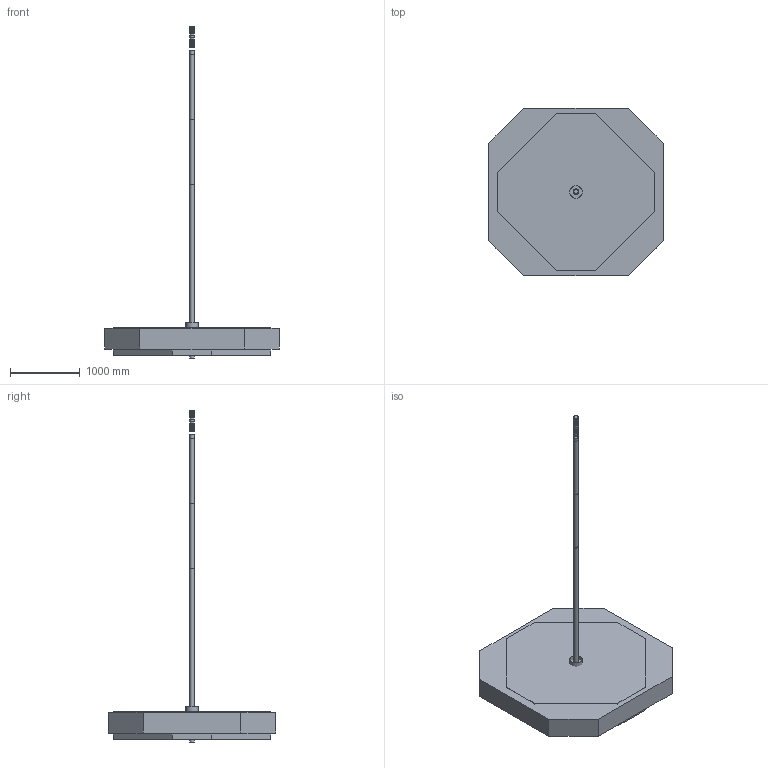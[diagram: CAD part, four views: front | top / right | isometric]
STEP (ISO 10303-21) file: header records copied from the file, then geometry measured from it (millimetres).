
FILE_DESCRIPTION(('FreeCAD Model'),'2;1');
FILE_NAME('CP.step','2020-09-30T12:29:33',('Author'),(''), 'Open CASCADE STEP processor 7.4','FreeCAD','Unknown');
FILE_SCHEMA(('AUTOMOTIVE_DESIGN { 1 0 10303 214 1 1 1 1 }'));
Length unit declared in the file: millimetre
Products named in the file (76): CP; CP2; CP2MO; GDMLPolycone_TGeoPcon0x33; CP2VA; GDMLTube_TGeoTube0x5; CP2FL; GDMLPolycone_TGeoPcon0x34; CP2PI; GDMLPolycone_TGeoPcon0x35; FwdaBPPT; FwdaBPPTPC; subtraction_shFwdaBPPTPC; FwdaBPPTT; GDMLTube_TGeoTube0x6; FwdaBPS; FwdaBPSP; subtraction_shFwdaBPSP; FwdaBPSFL; GDMLPolycone_TGeoPcon0x36; FwdaBPSCS; union_shFwdaBPSCS; Cp1; CP1MO; GDMLTube_TGeoTube0x7; CP1KA; GDMLTube_TGeoTube0x8; CP1BE; GDMLTube_TGeoTube0x9; CP1VAC; GDMLTube_TGeoTube0x10; CP1NEG; GDMLTube_TGeoTube0x11; CP1AT; GDMLPolycone_TGeoPcon0x37; CP1ATV; GDMLTube_TGeoTube0x12; CpSupC; GDMLTube_TGeoTube0x13; Cp3 ...
Assembly tree (151 placements, depth 7):
  CP
    CP2
      CP2MO
        GDMLPolycone_TGeoPcon0x33
        CP2VA
          GDMLTube_TGeoTube0x5
        CP2FL
          GDMLPolycone_TGeoPcon0x34
        CP2PI
          GDMLPolycone_TGeoPcon0x35
      FwdaBPPT
        FwdaBPPTPC
          subtraction_shFwdaBPPTPC
        FwdaBPPTT
          GDMLTube_TGeoTube0x6
      FwdaBPS
        FwdaBPSP
          subtraction_shFwdaBPSP
        FwdaBPSFL
          GDMLPolycone_TGeoPcon0x36
        FwdaBPSCS  x4
          union_shFwdaBPSCS
    Cp1
      CP1MO
        GDMLTube_TGeoTube0x7
        CP1KA
          GDMLTube_TGeoTube0x8
          CP1BE
            GDMLTube_TGeoTube0x9
            CP1VAC
              GDMLTube_TGeoTube0x10
            CP1NEG
              GDMLTube_TGeoTube0x11
        CP1AT  x2
          GDMLPolycone_TGeoPcon0x37
          CP1ATV
            GDMLTube_TGeoTube0x12
      CpSupC  x2
        GDMLTube_TGeoTube0x13
    Cp3
      CP3MO
        GDMLPolycone_TGeoPcon0x38
        CP3ATV
          GDMLPolycone_TGeoPcon0x39
          CP3ATS
            GDMLPolycone_TGeoPcon0x40
        CP3BeMO  x2
          GDMLPolycone_TGeoPcon0x41
          Q3WCO2
            GDMLTube_TGeoTube0x14
          CP3WUO
            intersection_upperPlieO
            CP3WUI
              intersection_upperPlieI
          Q3WCO1
            GDMLTube_TGeoTube0x15
          CP3WLO
            intersection_lowerPlieO
            CP3WLI
              intersection_lowerPlieI
Bounding box: 2500 x 2400 x 4760 mm (x, y, z)
Volume: 3168035964.3 mm3; surface area: 29324416.2 mm2
Topology: 248 solids, 250 shells, 1214 faces, 2247 edges, 1240 vertices
Faces by surface type: cylinder 541, torus 398, plane 275
Full cylindrical faces by diameter (mm): 11 x2, 56 x68, 58 x5, 58.004 x1, 58.337 x170, 58.4 x5, 59.6 x1, 59.8 x1, 60 x10, 60.2 x16, 61 x1, 61.02 x3, 69.663 x180, 72 x72, 80 x3, 170 x1, 177 x1, 180 x1
Entity records: 7895 total; most frequent: DIRECTION 1239, CARTESIAN_POINT 1099, LINE 447, VECTOR 447, ORIENTED_EDGE 428, PCURVE 428, DEFINITIONAL_REPRESENTATION 428, AXIS2_PLACEMENT_3D 369
